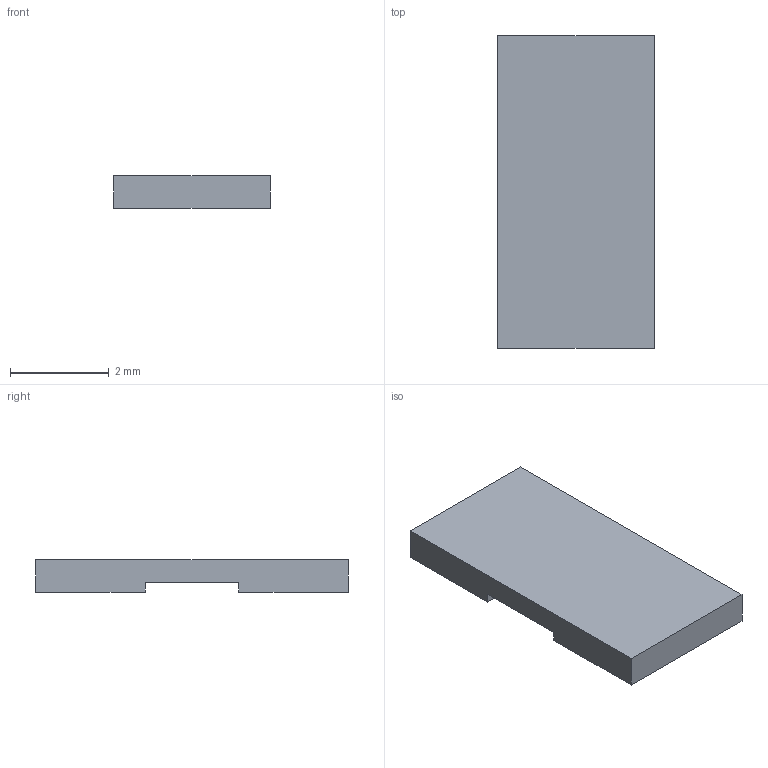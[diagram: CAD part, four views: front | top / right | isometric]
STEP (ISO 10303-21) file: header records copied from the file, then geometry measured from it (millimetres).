
FILE_DESCRIPTION(('STEP AP214'),'1');
FILE_NAME('TLR3AW-3m4m.stp','2020-05-29T08:32:57',(' '),(' '),'Spatial InterOp 3D',' ',' ');
FILE_SCHEMA(('AUTOMOTIVE_DESIGN { 1 0 10303 214 1 1 1 1 }'));
Length unit declared in the file: metre
Products named in the file (1): ｿﾘｯﾄﾞ1
Bounding box: 3.18 x 6.35 x 0.66 mm (x, y, z)
Volume: 12.1 mm3; surface area: 53.4 mm2
Topology: 1 solids, 1 shells, 10 faces, 24 edges, 16 vertices
Faces by surface type: plane 10
Entity records: 393 total; most frequent: CARTESIAN_POINT 51, ORIENTED_EDGE 48, DIRECTION 46, EDGE_CURVE 24, LINE 24, VECTOR 24, VERTEX_POINT 16, STYLED_ITEM 11
